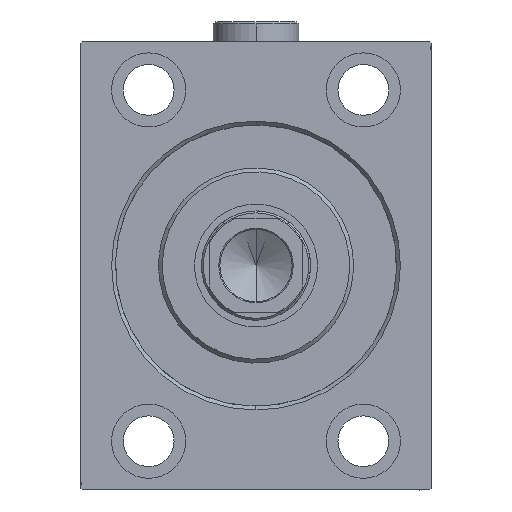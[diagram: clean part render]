
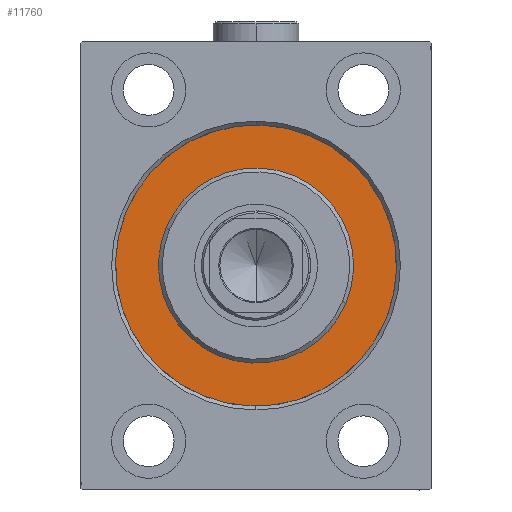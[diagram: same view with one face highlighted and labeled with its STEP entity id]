
A CAD part, left-side view. The second image highlights one B-rep face of the part: STEP entity #11760.
In plain terms, the highlighted face is planar.
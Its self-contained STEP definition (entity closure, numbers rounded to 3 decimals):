
#1693 = AXIS2_PLACEMENT_3D ( 'NONE', #19046, #33021, #43120 ) ;
#3334 = CARTESIAN_POINT ( 'NONE',  ( 0., 0., -25. ) ) ;
#3850 = EDGE_LOOP ( 'NONE', ( #34363, #8788 ) ) ;
#5019 = EDGE_CURVE ( 'NONE', #45193, #41369, #11226, .T. ) ;
#7380 = DIRECTION ( 'NONE',  ( 0., 0., -1. ) ) ;
#8788 = ORIENTED_EDGE ( 'NONE', *, *, #5019, .F. ) ;
#9219 = CARTESIAN_POINT ( 'NONE',  ( 0., 0., 25. ) ) ;
#9291 = CARTESIAN_POINT ( 'NONE',  ( 0., 0., -36. ) ) ;
#9435 = FACE_OUTER_BOUND ( 'NONE', #3850, .T. ) ;
#9664 = DIRECTION ( 'NONE',  ( 0., 0., 1. ) ) ;
#10646 = EDGE_LOOP ( 'NONE', ( #15751, #15530 ) ) ;
#11226 = CIRCLE ( 'NONE', #1693, 36. ) ;
#11760 = ADVANCED_FACE ( 'NONE', ( #44501, #9435 ), #20661, .F. ) ;
#13302 = CIRCLE ( 'NONE', #21364, 25. ) ;
#13516 = AXIS2_PLACEMENT_3D ( 'NONE', #44168, #44394, #16885 ) ;
#15049 = EDGE_CURVE ( 'NONE', #41369, #45193, #27414, .T. ) ;
#15530 = ORIENTED_EDGE ( 'NONE', *, *, #33610, .F. ) ;
#15751 = ORIENTED_EDGE ( 'NONE', *, *, #43299, .F. ) ;
#16885 = DIRECTION ( 'NONE',  ( 0., 0., 1. ) ) ;
#18218 = DIRECTION ( 'NONE',  ( 1., 0., 0. ) ) ;
#19046 = CARTESIAN_POINT ( 'NONE',  ( 0., 0., 0. ) ) ;
#20212 = DIRECTION ( 'NONE',  ( -1., 0., 0. ) ) ;
#20661 = PLANE ( 'NONE',  #27543 ) ;
#21364 = AXIS2_PLACEMENT_3D ( 'NONE', #42967, #18218, #39314 ) ;
#21839 = DIRECTION ( 'NONE',  ( 1., 0., 0. ) ) ;
#27414 = CIRCLE ( 'NONE', #13516, 36. ) ;
#27543 = AXIS2_PLACEMENT_3D ( 'NONE', #34408, #20212, #9664 ) ;
#29998 = CIRCLE ( 'NONE', #42430, 25. ) ;
#31152 = VERTEX_POINT ( 'NONE', #9219 ) ;
#32593 = CARTESIAN_POINT ( 'NONE',  ( 0., 0., 0. ) ) ;
#33021 = DIRECTION ( 'NONE',  ( -1., 0., 0. ) ) ;
#33610 = EDGE_CURVE ( 'NONE', #36217, #31152, #29998, .T. ) ;
#34059 = CARTESIAN_POINT ( 'NONE',  ( 0., 0., 36. ) ) ;
#34363 = ORIENTED_EDGE ( 'NONE', *, *, #15049, .F. ) ;
#34408 = CARTESIAN_POINT ( 'NONE',  ( 0., 0., 0. ) ) ;
#36217 = VERTEX_POINT ( 'NONE', #3334 ) ;
#39314 = DIRECTION ( 'NONE',  ( 0., 0., -1. ) ) ;
#41369 = VERTEX_POINT ( 'NONE', #9291 ) ;
#42430 = AXIS2_PLACEMENT_3D ( 'NONE', #32593, #21839, #7380 ) ;
#42967 = CARTESIAN_POINT ( 'NONE',  ( 0., 0., 0. ) ) ;
#43120 = DIRECTION ( 'NONE',  ( 0., 0., 1. ) ) ;
#43299 = EDGE_CURVE ( 'NONE', #31152, #36217, #13302, .T. ) ;
#44168 = CARTESIAN_POINT ( 'NONE',  ( 0., 0., 0. ) ) ;
#44394 = DIRECTION ( 'NONE',  ( -1., 0., 0. ) ) ;
#44501 = FACE_BOUND ( 'NONE', #10646, .T. ) ;
#45193 = VERTEX_POINT ( 'NONE', #34059 ) ;
